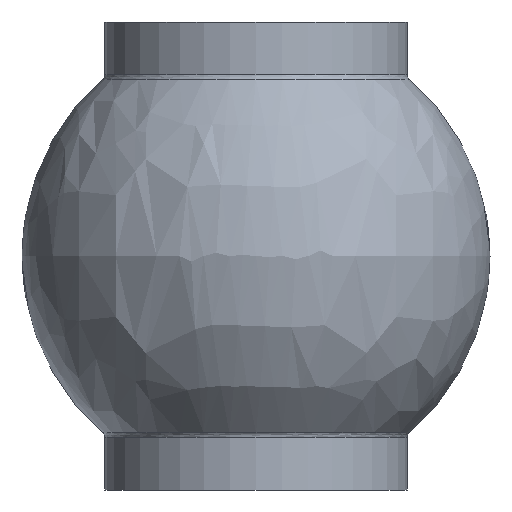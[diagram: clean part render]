
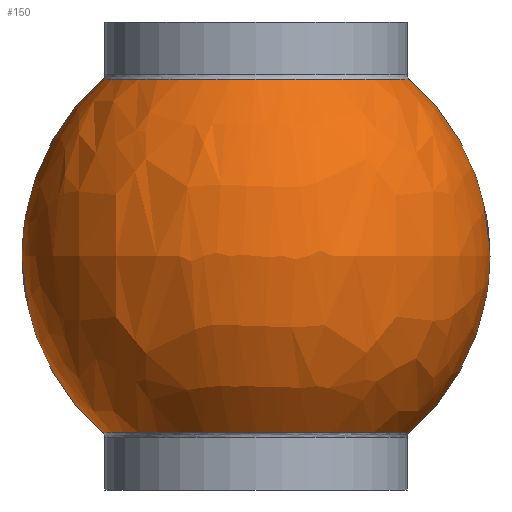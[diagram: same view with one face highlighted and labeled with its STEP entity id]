
A CAD part, front view. The second image highlights one B-rep face of the part: STEP entity #150.
In plain terms, the highlighted free-form (B-spline) face has degree [3, 3] with [4, 4] control points.
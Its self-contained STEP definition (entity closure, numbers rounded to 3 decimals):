
#1 = CARTESIAN_POINT ( 'NONE',  ( -4., 0., -8. ) ) ;
#3 = CARTESIAN_POINT ( 'NONE',  ( 0., 0., -3.023 ) ) ;
#9 = VERTEX_POINT ( 'NONE', #484 ) ;
#19 =( BOUNDED_SURFACE ( )  B_SPLINE_SURFACE ( 3, 3, ( 
 ( #398, #481, #107, #478 ),
 ( #265, #27, #20, #357 ),
 ( #78, #362, #455, #1 ),
 ( #118, #328, #38, #364 ) ),
 .UNSPECIFIED., .F., .F., .F. ) 
 B_SPLINE_SURFACE_WITH_KNOTS ( ( 4, 4 ),
 ( 4, 4 ),
 ( 0., 1. ),
 ( 0., 1. ),
 .UNSPECIFIED. ) 
 GEOMETRIC_REPRESENTATION_ITEM ( )  RATIONAL_B_SPLINE_SURFACE ( (
 ( 1., 0.333, 0.333, 1.),
 ( 0.333, 0.111, 0.111, 0.333),
 ( 0.333, 0.111, 0.111, 0.333),
 ( 1., 0.333, 0.333, 1.) ) ) 
 REPRESENTATION_ITEM ( '' )  SURFACE ( )  );
#20 = CARTESIAN_POINT ( 'NONE',  ( 4., -16., -8. ) ) ;
#23 = CIRCLE ( 'NONE', #39, 4. ) ;
#27 = CARTESIAN_POINT ( 'NONE',  ( 4., -16., 8. ) ) ;
#32 = DIRECTION ( 'NONE',  ( 0., -1., 0. ) ) ;
#37 = AXIS2_PLACEMENT_3D ( 'NONE', #3, #417, #375 ) ;
#38 = CARTESIAN_POINT ( 'NONE',  ( -4., 0., 0. ) ) ;
#39 = AXIS2_PLACEMENT_3D ( 'NONE', #149, #236, #159 ) ;
#42 = EDGE_CURVE ( 'NONE', #56, #514, #203, .T. ) ;
#49 = ORIENTED_EDGE ( 'NONE', *, *, #246, .T. ) ;
#56 = VERTEX_POINT ( 'NONE', #137 ) ;
#59 = DIRECTION ( 'NONE',  ( 1., 0., 0. ) ) ;
#67 = CARTESIAN_POINT ( 'NONE',  ( 2.62, 0., 3.023 ) ) ;
#78 = CARTESIAN_POINT ( 'NONE',  ( -4., 0., 8. ) ) ;
#82 = CIRCLE ( 'NONE', #266, 4. ) ;
#84 = CIRCLE ( 'NONE', #424, 2.62 ) ;
#90 = VERTEX_POINT ( 'NONE', #102 ) ;
#92 = ORIENTED_EDGE ( 'NONE', *, *, #42, .F. ) ;
#99 = ORIENTED_EDGE ( 'NONE', *, *, #531, .T. ) ;
#102 = CARTESIAN_POINT ( 'NONE',  ( -4., 0., 0. ) ) ;
#107 = CARTESIAN_POINT ( 'NONE',  ( 4., 0., 0. ) ) ;
#118 = CARTESIAN_POINT ( 'NONE',  ( -4., 0., 0. ) ) ;
#137 = CARTESIAN_POINT ( 'NONE',  ( 4., 0., 0. ) ) ;
#141 = FACE_OUTER_BOUND ( 'NONE', #472, .T. ) ;
#149 = CARTESIAN_POINT ( 'NONE',  ( 0., 0., 0. ) ) ;
#150 = ADVANCED_FACE ( 'NONE', ( #141 ), #19, .T. ) ;
#155 = AXIS2_PLACEMENT_3D ( 'NONE', #324, #32, #361 ) ;
#159 = DIRECTION ( 'NONE',  ( 1., 0., 0. ) ) ;
#162 = DIRECTION ( 'NONE',  ( -1., 0., 0. ) ) ;
#178 = CIRCLE ( 'NONE', #37, 2.62 ) ;
#193 = CARTESIAN_POINT ( 'NONE',  ( -2.62, 0., -3.023 ) ) ;
#197 = CARTESIAN_POINT ( 'NONE',  ( 2.62, 0., -3.023 ) ) ;
#203 = CIRCLE ( 'NONE', #224, 4. ) ;
#206 = EDGE_CURVE ( 'NONE', #295, #90, #23, .T. ) ;
#213 = ORIENTED_EDGE ( 'NONE', *, *, #321, .T. ) ;
#224 = AXIS2_PLACEMENT_3D ( 'NONE', #529, #522, #59 ) ;
#236 = DIRECTION ( 'NONE',  ( 0., 1., 0. ) ) ;
#246 = EDGE_CURVE ( 'NONE', #56, #368, #82, .T. ) ;
#265 = CARTESIAN_POINT ( 'NONE',  ( 4., 0., 8. ) ) ;
#266 = AXIS2_PLACEMENT_3D ( 'NONE', #450, #447, #500 ) ;
#292 = ORIENTED_EDGE ( 'NONE', *, *, #411, .T. ) ;
#295 = VERTEX_POINT ( 'NONE', #193 ) ;
#298 = ORIENTED_EDGE ( 'NONE', *, *, #206, .F. ) ;
#321 = EDGE_CURVE ( 'NONE', #295, #514, #178, .T. ) ;
#324 = CARTESIAN_POINT ( 'NONE',  ( 0., 0., 0. ) ) ;
#328 = CARTESIAN_POINT ( 'NONE',  ( -4., 0., 0. ) ) ;
#357 = CARTESIAN_POINT ( 'NONE',  ( 4., 0., -8. ) ) ;
#361 = DIRECTION ( 'NONE',  ( 1., 0., 0. ) ) ;
#362 = CARTESIAN_POINT ( 'NONE',  ( -4., -16., 8. ) ) ;
#364 = CARTESIAN_POINT ( 'NONE',  ( -4., 0., 0. ) ) ;
#368 = VERTEX_POINT ( 'NONE', #67 ) ;
#375 = DIRECTION ( 'NONE',  ( 1., 0., 0. ) ) ;
#398 = CARTESIAN_POINT ( 'NONE',  ( 4., 0., 0. ) ) ;
#411 = EDGE_CURVE ( 'NONE', #9, #90, #477, .T. ) ;
#416 = CARTESIAN_POINT ( 'NONE',  ( 0., 0., 3.023 ) ) ;
#417 = DIRECTION ( 'NONE',  ( 0., 0., 1. ) ) ;
#424 = AXIS2_PLACEMENT_3D ( 'NONE', #416, #454, #162 ) ;
#447 = DIRECTION ( 'NONE',  ( 0., -1., 0. ) ) ;
#450 = CARTESIAN_POINT ( 'NONE',  ( 0., 0., 0. ) ) ;
#454 = DIRECTION ( 'NONE',  ( 0., 0., -1. ) ) ;
#455 = CARTESIAN_POINT ( 'NONE',  ( -4., -16., -8. ) ) ;
#472 = EDGE_LOOP ( 'NONE', ( #92, #49, #99, #292, #298, #213 ) ) ;
#477 = CIRCLE ( 'NONE', #155, 4. ) ;
#478 = CARTESIAN_POINT ( 'NONE',  ( 4., 0., 0. ) ) ;
#481 = CARTESIAN_POINT ( 'NONE',  ( 4., 0., 0. ) ) ;
#484 = CARTESIAN_POINT ( 'NONE',  ( -2.62, 0., 3.023 ) ) ;
#500 = DIRECTION ( 'NONE',  ( 1., 0., 0. ) ) ;
#514 = VERTEX_POINT ( 'NONE', #197 ) ;
#522 = DIRECTION ( 'NONE',  ( 0., 1., 0. ) ) ;
#529 = CARTESIAN_POINT ( 'NONE',  ( 0., 0., 0. ) ) ;
#531 = EDGE_CURVE ( 'NONE', #368, #9, #84, .T. ) ;
